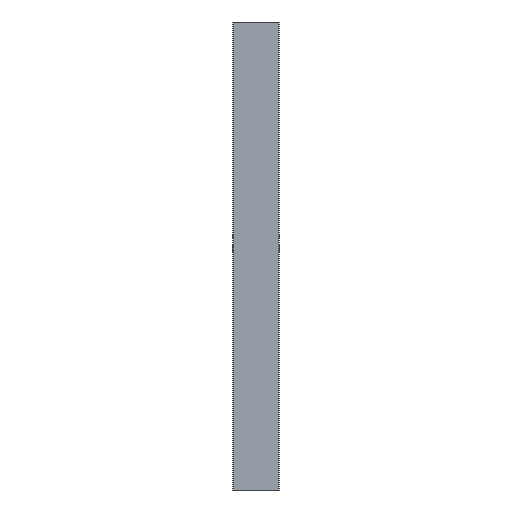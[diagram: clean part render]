
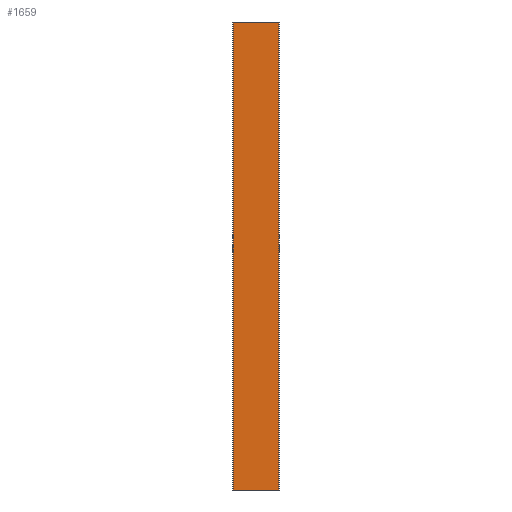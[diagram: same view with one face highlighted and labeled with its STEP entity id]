
A CAD part, front view. The second image highlights one B-rep face of the part: STEP entity #1659.
In plain terms, the highlighted planar face has unit normal (0, -1, 0).
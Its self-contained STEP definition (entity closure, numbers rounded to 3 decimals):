
#170 = LINE ( 'NONE', #1748, #878 ) ;
#197 = CARTESIAN_POINT ( 'NONE',  ( 28.59, 104.331, 250. ) ) ;
#250 = VECTOR ( 'NONE', #1910, 1000. ) ;
#267 = VERTEX_POINT ( 'NONE', #2047 ) ;
#312 = AXIS2_PLACEMENT_3D ( 'NONE', #197, #1779, #546 ) ;
#340 = ORIENTED_EDGE ( 'NONE', *, *, #2069, .F. ) ;
#362 = VERTEX_POINT ( 'NONE', #1031 ) ;
#407 = DIRECTION ( 'NONE',  ( 1., 0., 0. ) ) ;
#546 = DIRECTION ( 'NONE',  ( 0., 0., 1. ) ) ;
#695 = VERTEX_POINT ( 'NONE', #961 ) ;
#700 = VERTEX_POINT ( 'NONE', #774 ) ;
#708 = LINE ( 'NONE', #1992, #1385 ) ;
#774 = CARTESIAN_POINT ( 'NONE',  ( 16.39, 104.331, 250. ) ) ;
#878 = VECTOR ( 'NONE', #1594, 1000. ) ;
#884 = PLANE ( 'NONE',  #312 ) ;
#961 = CARTESIAN_POINT ( 'NONE',  ( 40.79, 104.331, 250. ) ) ;
#1031 = CARTESIAN_POINT ( 'NONE',  ( 16.39, 104.331, 0. ) ) ;
#1053 = EDGE_CURVE ( 'NONE', #362, #267, #708, .T. ) ;
#1152 = ORIENTED_EDGE ( 'NONE', *, *, #1368, .F. ) ;
#1368 = EDGE_CURVE ( 'NONE', #695, #267, #1558, .T. ) ;
#1385 = VECTOR ( 'NONE', #407, 1000. ) ;
#1517 = ORIENTED_EDGE ( 'NONE', *, *, #2263, .T. ) ;
#1532 = LINE ( 'NONE', #2220, #2225 ) ;
#1533 = CARTESIAN_POINT ( 'NONE',  ( 40.79, 104.331, 250. ) ) ;
#1558 = LINE ( 'NONE', #1533, #250 ) ;
#1594 = DIRECTION ( 'NONE',  ( 0., 0., -1. ) ) ;
#1618 = FACE_OUTER_BOUND ( 'NONE', #2154, .T. ) ;
#1659 = ADVANCED_FACE ( 'NONE', ( #1618 ), #884, .F. ) ;
#1748 = CARTESIAN_POINT ( 'NONE',  ( 16.39, 104.331, 250. ) ) ;
#1779 = DIRECTION ( 'NONE',  ( 0., 1., 0. ) ) ;
#1910 = DIRECTION ( 'NONE',  ( 0., 0., -1. ) ) ;
#1992 = CARTESIAN_POINT ( 'NONE',  ( 28.59, 104.331, 0. ) ) ;
#2019 = DIRECTION ( 'NONE',  ( 1., 0., 0. ) ) ;
#2047 = CARTESIAN_POINT ( 'NONE',  ( 40.79, 104.331, 0. ) ) ;
#2069 = EDGE_CURVE ( 'NONE', #700, #695, #1532, .T. ) ;
#2154 = EDGE_LOOP ( 'NONE', ( #2223, #1152, #340, #1517 ) ) ;
#2220 = CARTESIAN_POINT ( 'NONE',  ( 16.39, 104.331, 250. ) ) ;
#2223 = ORIENTED_EDGE ( 'NONE', *, *, #1053, .T. ) ;
#2225 = VECTOR ( 'NONE', #2019, 1000. ) ;
#2263 = EDGE_CURVE ( 'NONE', #700, #362, #170, .T. ) ;
